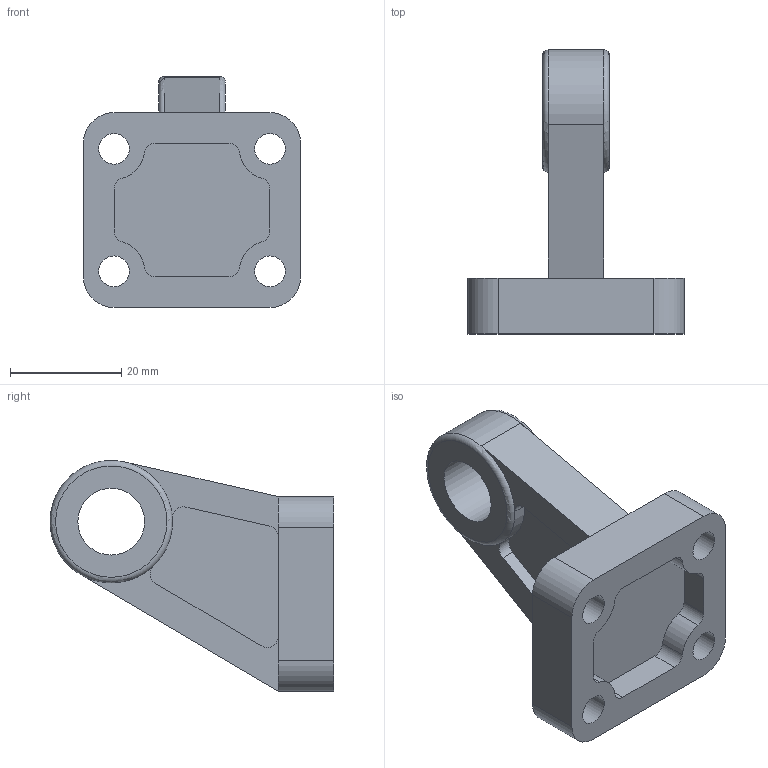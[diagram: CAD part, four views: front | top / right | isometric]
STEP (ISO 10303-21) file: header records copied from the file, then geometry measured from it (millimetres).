
FILE_DESCRIPTION(/* description */ ('STEP AP214'),/* implementation_level */ '2;1');
FILE_NAME(/* name */ '33844_LBZS-40',/* time_stamp */ '2024-08-29T20:14:31+02:00',/* author */ ('License CC BY-ND 4.0'),/* organization */ ('CADENAS'),/* preprocessor_version */ 'ST-DEVELOPER v19.3',/* originating_system */ 'PARTsolutions',/* authorisation */ ' ');
FILE_SCHEMA (('AUTOMOTIVE_DESIGN {1 0 10303 214 3 1 1}'));
Length unit declared in the file: millimetre
Products named in the file (1): 33844 LBZS-40
Bounding box: 39 x 50.99 x 41.49 mm (x, y, z)
Volume: 17780.3 mm3; surface area: 8558.4 mm2
Topology: 1 solids, 1 shells, 68 faces, 175 edges, 114 vertices
Faces by surface type: cylinder 36, plane 30, torus 2
Full cylindrical faces by diameter (mm): 5.5 x4, 10 x4, 12 x1
Entity records: 2034 total; most frequent: DIRECTION 374, CARTESIAN_POINT 335, ORIENTED_EDGE 316, EDGE_CURVE 158, AXIS2_PLACEMENT_3D 147, VERTEX_POINT 108, EDGE_LOOP 94, FACE_BOUND 94
